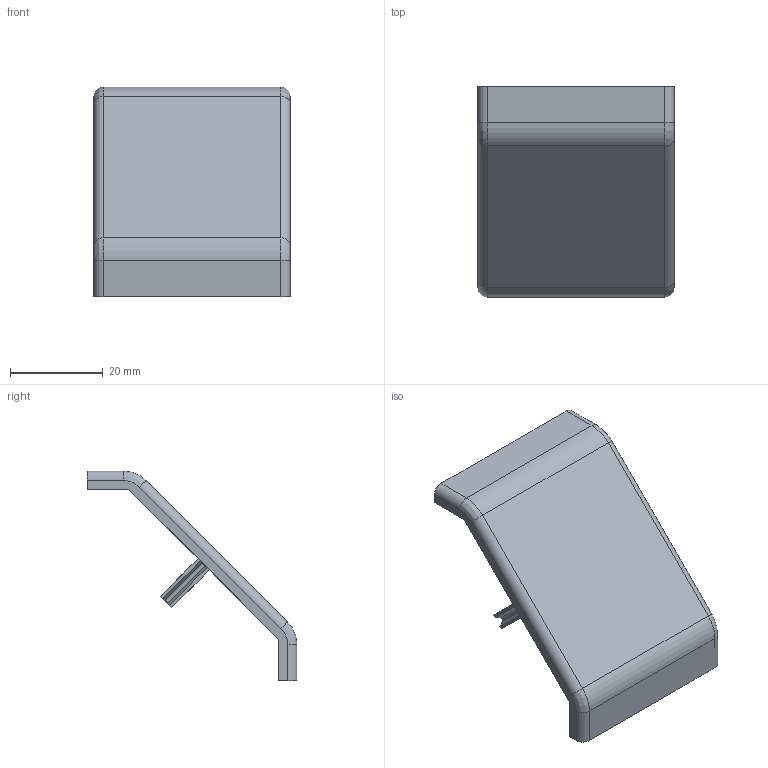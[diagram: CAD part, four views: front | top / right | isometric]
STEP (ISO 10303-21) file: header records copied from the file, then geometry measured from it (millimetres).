
FILE_DESCRIPTION (( 'STEP AP203' ), '1' );
FILE_NAME ('412523564_c_1.STEP', '2023-03-06T05:35:00', ( '' ), ( '' ), 'SwSTEP 2.0', 'SolidWorks 2014', '' );
FILE_SCHEMA (( 'CONFIG_CONTROL_DESIGN' ));
Length unit declared in the file: millimetre
Products named in the file (1): 412523564_c_1
Bounding box: 42.2 x 45.16 x 45.16 mm (x, y, z)
Volume: 7038.2 mm3; surface area: 7469.2 mm2
Topology: 1 solids, 1 shells, 72 faces, 194 edges, 124 vertices
Faces by surface type: plane 52, cylinder 16, bspline 4
Entity records: 2356 total; most frequent: CARTESIAN_POINT 475, ORIENTED_EDGE 388, DIRECTION 360, EDGE_CURVE 194, LINE 158, VECTOR 158, VERTEX_POINT 124, AXIS2_PLACEMENT_3D 101
